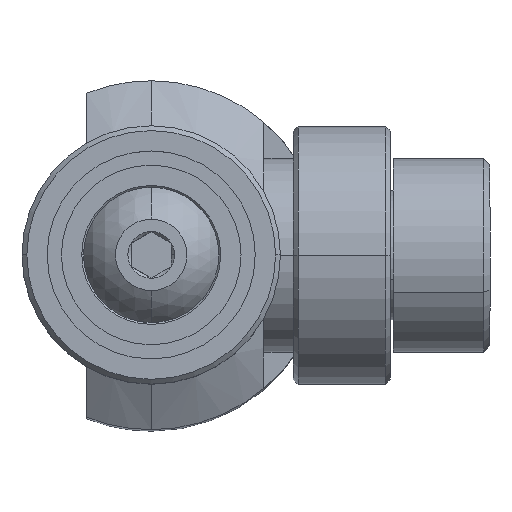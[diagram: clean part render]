
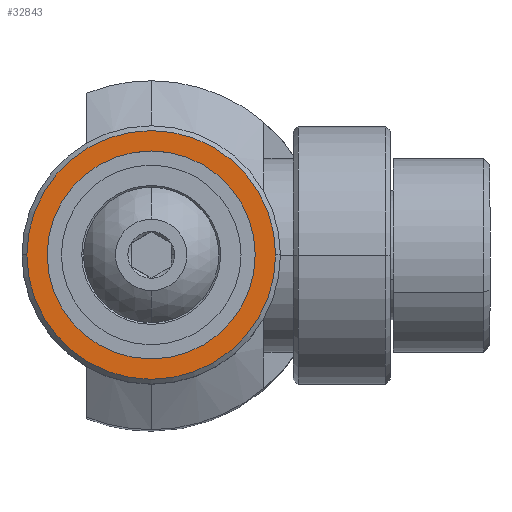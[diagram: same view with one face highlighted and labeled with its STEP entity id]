
A CAD part, top view. The second image highlights one B-rep face of the part: STEP entity #32843.
In plain terms, the highlighted planar face has unit normal (0, 0, 1).
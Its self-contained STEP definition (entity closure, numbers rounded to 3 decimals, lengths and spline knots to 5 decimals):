
#3635 = DIRECTION ( 'NONE',  ( 0., 0., 1. ) ) ;
#4532 = AXIS2_PLACEMENT_3D ( 'NONE', #30801, #28318, #8013 ) ;
#5495 = CIRCLE ( 'NONE', #25176, 0.20124 ) ;
#5545 = ORIENTED_EDGE ( 'NONE', *, *, #31792, .T. ) ;
#5895 = AXIS2_PLACEMENT_3D ( 'NONE', #8644, #3635, #16478 ) ;
#8013 = DIRECTION ( 'NONE',  ( 1., 0., 0. ) ) ;
#8644 = CARTESIAN_POINT ( 'NONE',  ( 0.13231, 1.23665, 2.74329 ) ) ;
#9613 = CARTESIAN_POINT ( 'NONE',  ( -0.06892, 1.23665, 2.74329 ) ) ;
#10792 = DIRECTION ( 'NONE',  ( -1., 0., 0. ) ) ;
#11282 = FACE_BOUND ( 'NONE', #18693, .T. ) ;
#12087 = DIRECTION ( 'NONE',  ( 1., 0., 0. ) ) ;
#12204 = ORIENTED_EDGE ( 'NONE', *, *, #14216, .T. ) ;
#12626 = EDGE_CURVE ( 'NONE', #32318, #21135, #15736, .T. ) ;
#12899 = AXIS2_PLACEMENT_3D ( 'NONE', #23922, #13613, #10792 ) ;
#13452 = PLANE ( 'NONE',  #12899 ) ;
#13613 = DIRECTION ( 'NONE',  ( 0., 0., -1. ) ) ;
#13778 = FACE_OUTER_BOUND ( 'NONE', #21367, .T. ) ;
#14205 = CIRCLE ( 'NONE', #22696, 0.24062 ) ;
#14216 = EDGE_CURVE ( 'NONE', #24012, #26485, #27167, .T. ) ;
#14242 = DIRECTION ( 'NONE',  ( 0., 0., 1. ) ) ;
#14269 = DIRECTION ( 'NONE',  ( 0., 0., 1. ) ) ;
#15736 = CIRCLE ( 'NONE', #4532, 0.20124 ) ;
#16478 = DIRECTION ( 'NONE',  ( 1., 0., 0. ) ) ;
#16939 = EDGE_CURVE ( 'NONE', #21135, #32318, #5495, .T. ) ;
#18693 = EDGE_LOOP ( 'NONE', ( #19913, #31205 ) ) ;
#18911 = DIRECTION ( 'NONE',  ( 1., 0., 0. ) ) ;
#19398 = CARTESIAN_POINT ( 'NONE',  ( 0.13231, 1.23665, 2.74329 ) ) ;
#19913 = ORIENTED_EDGE ( 'NONE', *, *, #12626, .F. ) ;
#21135 = VERTEX_POINT ( 'NONE', #9613 ) ;
#21367 = EDGE_LOOP ( 'NONE', ( #12204, #5545 ) ) ;
#22167 = CARTESIAN_POINT ( 'NONE',  ( -0.10831, 1.23665, 2.74329 ) ) ;
#22696 = AXIS2_PLACEMENT_3D ( 'NONE', #19398, #14242, #18911 ) ;
#23922 = CARTESIAN_POINT ( 'NONE',  ( 0.13231, 1.47727, 2.74329 ) ) ;
#24012 = VERTEX_POINT ( 'NONE', #22167 ) ;
#25176 = AXIS2_PLACEMENT_3D ( 'NONE', #29557, #14269, #12087 ) ;
#26485 = VERTEX_POINT ( 'NONE', #28755 ) ;
#27167 = CIRCLE ( 'NONE', #5895, 0.24062 ) ;
#28318 = DIRECTION ( 'NONE',  ( 0., 0., 1. ) ) ;
#28755 = CARTESIAN_POINT ( 'NONE',  ( 0.37294, 1.23665, 2.74329 ) ) ;
#29557 = CARTESIAN_POINT ( 'NONE',  ( 0.13231, 1.23665, 2.74329 ) ) ;
#29939 = CARTESIAN_POINT ( 'NONE',  ( 0.33355, 1.23665, 2.74329 ) ) ;
#30801 = CARTESIAN_POINT ( 'NONE',  ( 0.13231, 1.23665, 2.74329 ) ) ;
#31205 = ORIENTED_EDGE ( 'NONE', *, *, #16939, .F. ) ;
#31792 = EDGE_CURVE ( 'NONE', #26485, #24012, #14205, .T. ) ;
#32318 = VERTEX_POINT ( 'NONE', #29939 ) ;
#32843 = ADVANCED_FACE ( 'NONE', ( #11282, #13778 ), #13452, .F. ) ;
